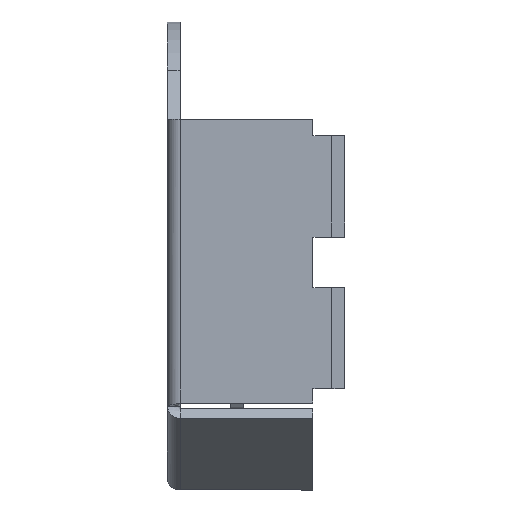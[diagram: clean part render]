
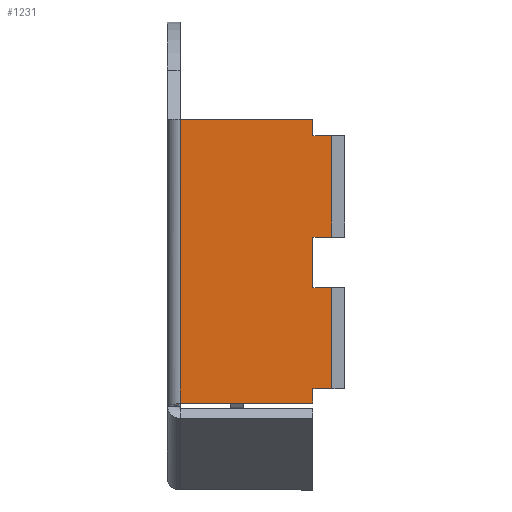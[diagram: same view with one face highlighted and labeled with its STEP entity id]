
A CAD part, left-side view. The second image highlights one B-rep face of the part: STEP entity #1231.
In plain terms, the highlighted planar face has unit normal (-1, 0, 0).
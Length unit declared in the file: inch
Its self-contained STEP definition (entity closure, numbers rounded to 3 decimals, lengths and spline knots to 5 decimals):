
#31 = CARTESIAN_POINT ( 'NONE',  ( -0.265, 0.025, -0.119 ) ) ;
#42 = EDGE_LOOP ( 'NONE', ( #2271, #2926, #2738, #1490, #3189, #906, #632, #2061, #2341, #1593, #109, #457 ) ) ;
#109 = ORIENTED_EDGE ( 'NONE', *, *, #2728, .F. ) ;
#136 = DIRECTION ( 'NONE',  ( 0., 1., 0. ) ) ;
#211 = VECTOR ( 'NONE', #335, 39.37008 ) ;
#297 = EDGE_CURVE ( 'NONE', #334, #2480, #878, .T. ) ;
#334 = VERTEX_POINT ( 'NONE', #1524 ) ;
#335 = DIRECTION ( 'NONE',  ( 0., 0., -1. ) ) ;
#353 = VERTEX_POINT ( 'NONE', #3051 ) ;
#369 = CARTESIAN_POINT ( 'NONE',  ( -0.265, 0.01, -0.025 ) ) ;
#386 = VERTEX_POINT ( 'NONE', #2762 ) ;
#404 = DIRECTION ( 'NONE',  ( 0., 1., 0. ) ) ;
#457 = ORIENTED_EDGE ( 'NONE', *, *, #297, .F. ) ;
#533 = VERTEX_POINT ( 'NONE', #3438 ) ;
#591 = LINE ( 'NONE', #31, #211 ) ;
#632 = ORIENTED_EDGE ( 'NONE', *, *, #1777, .F. ) ;
#649 = CARTESIAN_POINT ( 'NONE',  ( -0.265, 0.025, 0.108 ) ) ;
#690 = CARTESIAN_POINT ( 'NONE',  ( -0.265, 0.025, -0.119 ) ) ;
#715 = DIRECTION ( 'NONE',  ( 0., 0., -1. ) ) ;
#718 = LINE ( 'NONE', #649, #3822 ) ;
#863 = VERTEX_POINT ( 'NONE', #3553 ) ;
#878 = LINE ( 'NONE', #1163, #2275 ) ;
#888 = VECTOR ( 'NONE', #715, 39.37008 ) ;
#906 = ORIENTED_EDGE ( 'NONE', *, *, #1159, .F. ) ;
#919 = CARTESIAN_POINT ( 'NONE',  ( -0.265, 0.01, 0.015 ) ) ;
#1139 = VECTOR ( 'NONE', #136, 39.37008 ) ;
#1159 = EDGE_CURVE ( 'NONE', #3148, #533, #591, .T. ) ;
#1163 = CARTESIAN_POINT ( 'NONE',  ( -0.265, 0.13, 0.108 ) ) ;
#1175 = DIRECTION ( 'NONE',  ( 0., 0., -1. ) ) ;
#1231 = ADVANCED_FACE ( 'NONE', ( #3552 ), #3490, .T. ) ;
#1328 = VECTOR ( 'NONE', #1175, 39.37008 ) ;
#1347 = DIRECTION ( 'NONE',  ( 0., 1., 0. ) ) ;
#1353 = CARTESIAN_POINT ( 'NONE',  ( -0.265, 0.025, -0.11624 ) ) ;
#1434 = VECTOR ( 'NONE', #2776, 39.37008 ) ;
#1468 = EDGE_CURVE ( 'NONE', #2018, #863, #3556, .T. ) ;
#1490 = ORIENTED_EDGE ( 'NONE', *, *, #3350, .F. ) ;
#1493 = EDGE_CURVE ( 'NONE', #2295, #334, #2944, .T. ) ;
#1524 = CARTESIAN_POINT ( 'NONE',  ( -0.265, 0.13, -0.11624 ) ) ;
#1539 = CARTESIAN_POINT ( 'NONE',  ( -0.265, 0.13, -0.11624 ) ) ;
#1593 = ORIENTED_EDGE ( 'NONE', *, *, #3186, .F. ) ;
#1616 = LINE ( 'NONE', #2897, #3846 ) ;
#1617 = CARTESIAN_POINT ( 'NONE',  ( -0.265, 0.01, -0.105 ) ) ;
#1670 = EDGE_CURVE ( 'NONE', #353, #533, #2700, .T. ) ;
#1715 = VECTOR ( 'NONE', #3402, 39.37008 ) ;
#1727 = CARTESIAN_POINT ( 'NONE',  ( -0.265, 0.13, 0.108 ) ) ;
#1777 = EDGE_CURVE ( 'NONE', #3857, #3148, #1616, .T. ) ;
#1808 = DIRECTION ( 'NONE',  ( 0., 0., 1. ) ) ;
#2018 = VERTEX_POINT ( 'NONE', #3639 ) ;
#2061 = ORIENTED_EDGE ( 'NONE', *, *, #3602, .F. ) ;
#2100 = VECTOR ( 'NONE', #1347, 39.37008 ) ;
#2271 = ORIENTED_EDGE ( 'NONE', *, *, #1493, .F. ) ;
#2275 = VECTOR ( 'NONE', #1808, 39.37008 ) ;
#2295 = VERTEX_POINT ( 'NONE', #1353 ) ;
#2341 = ORIENTED_EDGE ( 'NONE', *, *, #1468, .T. ) ;
#2346 = VERTEX_POINT ( 'NONE', #1617 ) ;
#2462 = DIRECTION ( 'NONE',  ( 0., -1., 0. ) ) ;
#2480 = VERTEX_POINT ( 'NONE', #1727 ) ;
#2529 = LINE ( 'NONE', #369, #1715 ) ;
#2539 = CARTESIAN_POINT ( 'NONE',  ( -0.265, 0., -0.025 ) ) ;
#2656 = LINE ( 'NONE', #3541, #1328 ) ;
#2700 = LINE ( 'NONE', #2539, #1139 ) ;
#2728 = EDGE_CURVE ( 'NONE', #2480, #386, #718, .T. ) ;
#2737 = DIRECTION ( 'NONE',  ( 0., 0., -1. ) ) ;
#2738 = ORIENTED_EDGE ( 'NONE', *, *, #2947, .F. ) ;
#2762 = CARTESIAN_POINT ( 'NONE',  ( -0.265, 0.025, 0.108 ) ) ;
#2776 = DIRECTION ( 'NONE',  ( 0., 1., 0. ) ) ;
#2800 = EDGE_CURVE ( 'NONE', #3682, #2295, #3802, .T. ) ;
#2835 = LINE ( 'NONE', #3327, #2978 ) ;
#2845 = VECTOR ( 'NONE', #404, 39.37008 ) ;
#2865 = CARTESIAN_POINT ( 'NONE',  ( -0.265, 0., 0. ) ) ;
#2897 = CARTESIAN_POINT ( 'NONE',  ( -0.265, 0., 0.015 ) ) ;
#2902 = LINE ( 'NONE', #3169, #2100 ) ;
#2926 = ORIENTED_EDGE ( 'NONE', *, *, #2800, .F. ) ;
#2931 = CARTESIAN_POINT ( 'NONE',  ( -0.265, 0.025, 0.015 ) ) ;
#2944 = LINE ( 'NONE', #1539, #2845 ) ;
#2947 = EDGE_CURVE ( 'NONE', #2346, #3682, #2902, .T. ) ;
#2978 = VECTOR ( 'NONE', #2737, 39.37008 ) ;
#3051 = CARTESIAN_POINT ( 'NONE',  ( -0.265, 0.01, -0.025 ) ) ;
#3148 = VERTEX_POINT ( 'NONE', #2931 ) ;
#3169 = CARTESIAN_POINT ( 'NONE',  ( -0.265, 0., -0.105 ) ) ;
#3186 = EDGE_CURVE ( 'NONE', #386, #863, #2835, .T. ) ;
#3189 = ORIENTED_EDGE ( 'NONE', *, *, #1670, .T. ) ;
#3327 = CARTESIAN_POINT ( 'NONE',  ( -0.265, 0.025, -0.119 ) ) ;
#3350 = EDGE_CURVE ( 'NONE', #353, #2346, #2529, .T. ) ;
#3376 = CARTESIAN_POINT ( 'NONE',  ( -0.265, 0., 0.095 ) ) ;
#3402 = DIRECTION ( 'NONE',  ( 0., 0., -1. ) ) ;
#3438 = CARTESIAN_POINT ( 'NONE',  ( -0.265, 0.025, -0.025 ) ) ;
#3490 = PLANE ( 'NONE',  #3687 ) ;
#3541 = CARTESIAN_POINT ( 'NONE',  ( -0.265, 0.01, 0.095 ) ) ;
#3552 = FACE_OUTER_BOUND ( 'NONE', #42, .T. ) ;
#3553 = CARTESIAN_POINT ( 'NONE',  ( -0.265, 0.025, 0.095 ) ) ;
#3556 = LINE ( 'NONE', #3376, #1434 ) ;
#3602 = EDGE_CURVE ( 'NONE', #2018, #3857, #2656, .T. ) ;
#3639 = CARTESIAN_POINT ( 'NONE',  ( -0.265, 0.01, 0.095 ) ) ;
#3682 = VERTEX_POINT ( 'NONE', #3875 ) ;
#3687 = AXIS2_PLACEMENT_3D ( 'NONE', #2865, #3779, #3801 ) ;
#3779 = DIRECTION ( 'NONE',  ( -1., 0., 0. ) ) ;
#3801 = DIRECTION ( 'NONE',  ( 0., -1., 0. ) ) ;
#3802 = LINE ( 'NONE', #690, #888 ) ;
#3822 = VECTOR ( 'NONE', #2462, 39.37008 ) ;
#3824 = DIRECTION ( 'NONE',  ( 0., 1., 0. ) ) ;
#3846 = VECTOR ( 'NONE', #3824, 39.37008 ) ;
#3857 = VERTEX_POINT ( 'NONE', #919 ) ;
#3875 = CARTESIAN_POINT ( 'NONE',  ( -0.265, 0.025, -0.105 ) ) ;
